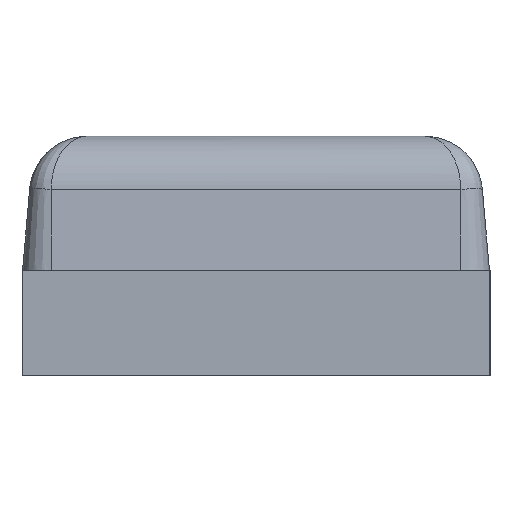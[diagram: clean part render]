
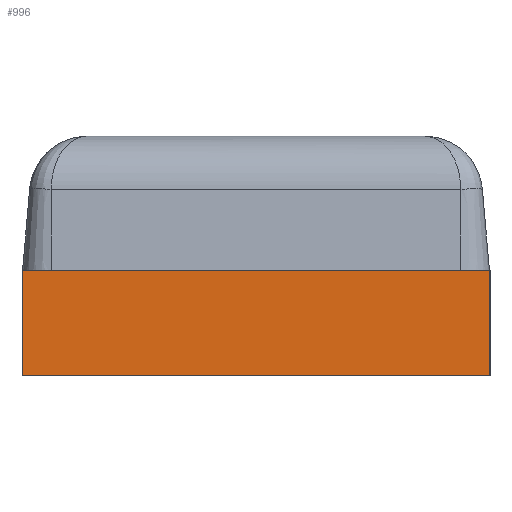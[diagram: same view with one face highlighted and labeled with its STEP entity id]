
A CAD part, left-side view. The second image highlights one B-rep face of the part: STEP entity #996.
In plain terms, the highlighted planar face has unit normal (-1, 0, 0).
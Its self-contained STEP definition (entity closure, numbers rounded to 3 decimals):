
#44 = CARTESIAN_POINT ( 'NONE',  ( -0.81, 0.4, -0.01 ) ) ;
#124 = DIRECTION ( 'NONE',  ( 0., 0., -1. ) ) ;
#176 = CARTESIAN_POINT ( 'NONE',  ( -0.81, 0.4, -0.01 ) ) ;
#293 = ORIENTED_EDGE ( 'NONE', *, *, #4168, .T. ) ;
#600 = DIRECTION ( 'NONE',  ( 1., 0., 0. ) ) ;
#694 = FACE_OUTER_BOUND ( 'NONE', #2879, .T. ) ;
#923 = CARTESIAN_POINT ( 'NONE',  ( -0.81, -0.4, 0.17 ) ) ;
#996 = ADVANCED_FACE ( 'NONE', ( #694 ), #3594, .F. ) ;
#1289 = EDGE_CURVE ( 'NONE', #4122, #1300, #2913, .T. ) ;
#1292 = CARTESIAN_POINT ( 'NONE',  ( -0.81, -0.4, 0. ) ) ;
#1300 = VERTEX_POINT ( 'NONE', #923 ) ;
#2043 = AXIS2_PLACEMENT_3D ( 'NONE', #2126, #600, #124 ) ;
#2126 = CARTESIAN_POINT ( 'NONE',  ( -0.81, 0.4, 0. ) ) ;
#2522 = CARTESIAN_POINT ( 'NONE',  ( -0.81, 0.4, 0. ) ) ;
#2531 = DIRECTION ( 'NONE',  ( 0., -1., 0. ) ) ;
#2704 = ORIENTED_EDGE ( 'NONE', *, *, #3969, .T. ) ;
#2879 = EDGE_LOOP ( 'NONE', ( #293, #5915, #6075, #2704 ) ) ;
#2913 = LINE ( 'NONE', #2949, #5105 ) ;
#2949 = CARTESIAN_POINT ( 'NONE',  ( -0.81, 0.4, 0.17 ) ) ;
#3206 = LINE ( 'NONE', #2522, #6222 ) ;
#3486 = LINE ( 'NONE', #1292, #5708 ) ;
#3594 = PLANE ( 'NONE',  #2043 ) ;
#3646 = VECTOR ( 'NONE', #2531, 1000. ) ;
#3969 = EDGE_CURVE ( 'NONE', #4066, #6500, #6348, .T. ) ;
#4066 = VERTEX_POINT ( 'NONE', #176 ) ;
#4122 = VERTEX_POINT ( 'NONE', #4822 ) ;
#4168 = EDGE_CURVE ( 'NONE', #6500, #1300, #3486, .T. ) ;
#4459 = DIRECTION ( 'NONE',  ( 0., -1., 0. ) ) ;
#4822 = CARTESIAN_POINT ( 'NONE',  ( -0.81, 0.4, 0.17 ) ) ;
#5105 = VECTOR ( 'NONE', #4459, 1000. ) ;
#5317 = DIRECTION ( 'NONE',  ( 0., 0., 1. ) ) ;
#5496 = EDGE_CURVE ( 'NONE', #4066, #4122, #3206, .T. ) ;
#5708 = VECTOR ( 'NONE', #5317, 1000. ) ;
#5915 = ORIENTED_EDGE ( 'NONE', *, *, #1289, .F. ) ;
#6068 = DIRECTION ( 'NONE',  ( 0., 0., 1. ) ) ;
#6075 = ORIENTED_EDGE ( 'NONE', *, *, #5496, .F. ) ;
#6222 = VECTOR ( 'NONE', #6068, 1000. ) ;
#6335 = CARTESIAN_POINT ( 'NONE',  ( -0.81, -0.4, -0.01 ) ) ;
#6348 = LINE ( 'NONE', #44, #3646 ) ;
#6500 = VERTEX_POINT ( 'NONE', #6335 ) ;
